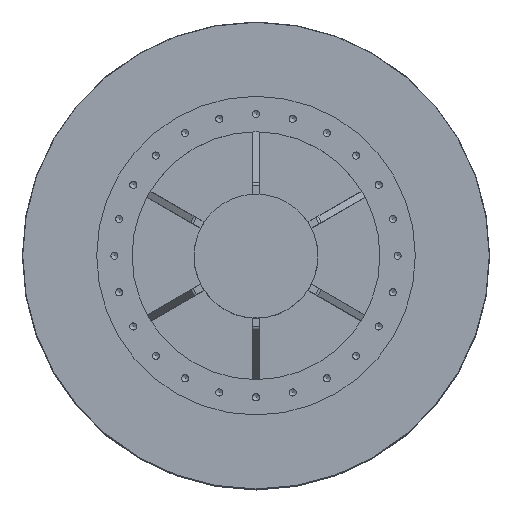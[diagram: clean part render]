
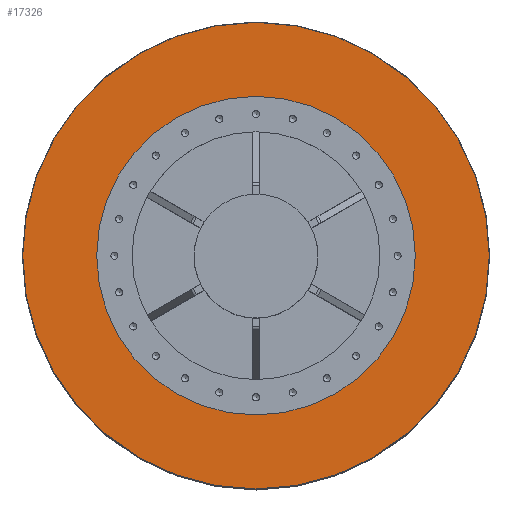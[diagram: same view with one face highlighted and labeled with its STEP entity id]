
A CAD part, top view. The second image highlights one B-rep face of the part: STEP entity #17326.
In plain terms, the highlighted planar face has unit normal (0, 0, 1).
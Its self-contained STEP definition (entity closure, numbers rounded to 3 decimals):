
#17264=CARTESIAN_POINT('',(329.5,0.,25.0));
#17265=VERTEX_POINT('',#17264);
#17266=CARTESIAN_POINT('',(0.0,0.0,25.0));
#17267=DIRECTION('',(0.0,0.0,-1.0));
#17268=DIRECTION('',(-1.0,0.0,0.0));
#17269=AXIS2_PLACEMENT_3D('',#17266,#17267,#17268);
#17270=CIRCLE('',#17269,329.5);
#17271=EDGE_CURVE('',#17265,#17265,#17270,.T.);
#17307=CARTESIAN_POINT('',(0.0,0.0,25.0));
#17308=DIRECTION('',(0.0,0.0,-1.0));
#17309=DIRECTION('',(-1.0,0.0,0.0));
#17310=AXIS2_PLACEMENT_3D('',#17307,#17308,#17309);
#17311=PLANE('',#17310);
#17312=ORIENTED_EDGE('',*,*,#17271,.F.);
#17313=EDGE_LOOP('',(#17312));
#17314=FACE_OUTER_BOUND('',#17313,.T.);
#17315=CARTESIAN_POINT('',(225.0,0.,25.0));
#17316=VERTEX_POINT('',#17315);
#17317=CARTESIAN_POINT('',(0.0,0.0,25.0));
#17318=DIRECTION('',(0.0,0.0,-1.0));
#17319=DIRECTION('',(-1.0,0.0,0.0));
#17320=AXIS2_PLACEMENT_3D('',#17317,#17318,#17319);
#17321=CIRCLE('',#17320,225.0);
#17322=EDGE_CURVE('',#17316,#17316,#17321,.T.);
#17323=ORIENTED_EDGE('',*,*,#17322,.T.);
#17324=EDGE_LOOP('',(#17323));
#17325=FACE_BOUND('',#17324,.T.);
#17326=ADVANCED_FACE('',(#17314,#17325),#17311,.F.);
